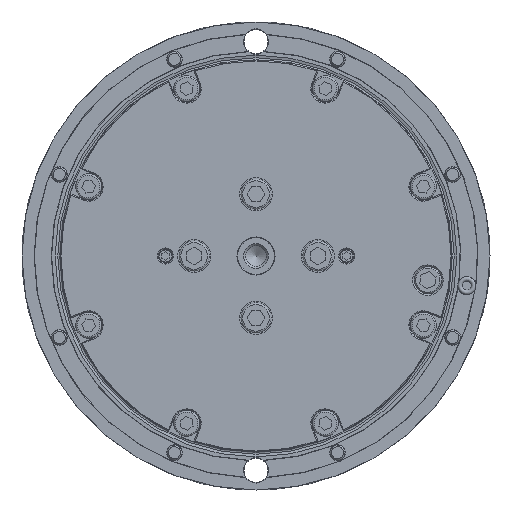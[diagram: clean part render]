
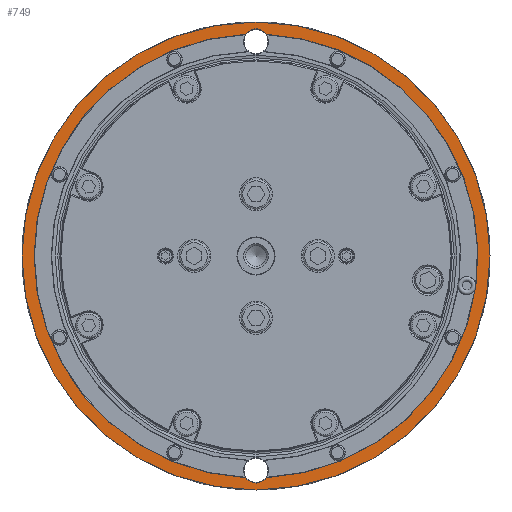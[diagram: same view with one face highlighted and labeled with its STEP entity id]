
A CAD part, front view. The second image highlights one B-rep face of the part: STEP entity #749.
In plain terms, the highlighted planar face has unit normal (0, -1, 0).
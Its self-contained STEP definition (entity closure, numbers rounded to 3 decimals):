
#605 = CIRCLE ( 'NONE', #10355, 4.2 ) ;
#606 = DIRECTION ( 'NONE',  ( 0., 0., 1. ) ) ;
#749 = ADVANCED_FACE ( 'NONE', ( #8833, #3871 ), #14348, .F. ) ;
#1453 = CARTESIAN_POINT ( 'NONE',  ( 0., -11.7, -71. ) ) ;
#2119 = EDGE_LOOP ( 'NONE', ( #14585 ) ) ;
#2572 = CARTESIAN_POINT ( 'NONE',  ( 3.433, -11.7, 73.42 ) ) ;
#2644 = ORIENTED_EDGE ( 'NONE', *, *, #4772, .F. ) ;
#2707 = DIRECTION ( 'NONE',  ( 0., 1., 0. ) ) ;
#3451 = CARTESIAN_POINT ( 'NONE',  ( -3.433, -11.7, 73.42 ) ) ;
#3645 = DIRECTION ( 'NONE',  ( 0., 1., 0. ) ) ;
#3852 = AXIS2_PLACEMENT_3D ( 'NONE', #6099, #3645, #10017 ) ;
#3871 = FACE_BOUND ( 'NONE', #10445, .T. ) ;
#4698 = AXIS2_PLACEMENT_3D ( 'NONE', #14678, #2707, #10560 ) ;
#4772 = EDGE_CURVE ( 'NONE', #7562, #12719, #7157, .T. ) ;
#5187 = DIRECTION ( 'NONE',  ( 0., 1., 0. ) ) ;
#5704 = EDGE_CURVE ( 'NONE', #15549, #15549, #10239, .T. ) ;
#6099 = CARTESIAN_POINT ( 'NONE',  ( 0., -11.7, 0. ) ) ;
#6503 = AXIS2_PLACEMENT_3D ( 'NONE', #11542, #5187, #7710 ) ;
#6650 = CIRCLE ( 'NONE', #4698, 73.5 ) ;
#7157 = CIRCLE ( 'NONE', #15265, 4.2 ) ;
#7347 = VERTEX_POINT ( 'NONE', #3451 ) ;
#7422 = DIRECTION ( 'NONE',  ( 0., 1., 0. ) ) ;
#7562 = VERTEX_POINT ( 'NONE', #12426 ) ;
#7710 = DIRECTION ( 'NONE',  ( 0., 0., 1. ) ) ;
#8833 = FACE_OUTER_BOUND ( 'NONE', #2119, .T. ) ;
#8836 = VERTEX_POINT ( 'NONE', #2572 ) ;
#9051 = ORIENTED_EDGE ( 'NONE', *, *, #10344, .T. ) ;
#9062 = CARTESIAN_POINT ( 'NONE',  ( 0., -11.7, 77.5 ) ) ;
#9721 = EDGE_CURVE ( 'NONE', #8836, #7347, #605, .T. ) ;
#9729 = VERTEX_POINT ( 'NONE', #14946 ) ;
#9845 = DIRECTION ( 'NONE',  ( 0., 0., 1. ) ) ;
#10017 = DIRECTION ( 'NONE',  ( 0., 0., 1. ) ) ;
#10239 = CIRCLE ( 'NONE', #3852, 77.5 ) ;
#10344 = EDGE_CURVE ( 'NONE', #8836, #9729, #14033, .T. ) ;
#10355 = AXIS2_PLACEMENT_3D ( 'NONE', #13710, #16252, #10907 ) ;
#10445 = EDGE_LOOP ( 'NONE', ( #16389, #9051, #11850, #2644, #15139 ) ) ;
#10560 = DIRECTION ( 'NONE',  ( 0., 0., 1. ) ) ;
#10666 = AXIS2_PLACEMENT_3D ( 'NONE', #12395, #16341, #9845 ) ;
#10708 = DIRECTION ( 'NONE',  ( 0., -1., 0. ) ) ;
#10907 = DIRECTION ( 'NONE',  ( 0., 0., -1. ) ) ;
#10985 = AXIS2_PLACEMENT_3D ( 'NONE', #12572, #7422, #606 ) ;
#11298 = CARTESIAN_POINT ( 'NONE',  ( 3.433, -11.7, -73.42 ) ) ;
#11445 = EDGE_CURVE ( 'NONE', #7562, #7347, #13773, .T. ) ;
#11542 = CARTESIAN_POINT ( 'NONE',  ( 77.5, -11.7, 0. ) ) ;
#11850 = ORIENTED_EDGE ( 'NONE', *, *, #16724, .T. ) ;
#12284 = DIRECTION ( 'NONE',  ( 0., 0., -1. ) ) ;
#12395 = CARTESIAN_POINT ( 'NONE',  ( 0., -11.7, 0. ) ) ;
#12426 = CARTESIAN_POINT ( 'NONE',  ( -3.433, -11.7, -73.42 ) ) ;
#12572 = CARTESIAN_POINT ( 'NONE',  ( 0., -11.7, 0. ) ) ;
#12719 = VERTEX_POINT ( 'NONE', #11298 ) ;
#13710 = CARTESIAN_POINT ( 'NONE',  ( 0., -11.7, 71. ) ) ;
#13773 = CIRCLE ( 'NONE', #10985, 73.5 ) ;
#14033 = CIRCLE ( 'NONE', #10666, 73.5 ) ;
#14348 = PLANE ( 'NONE',  #6503 ) ;
#14585 = ORIENTED_EDGE ( 'NONE', *, *, #5704, .F. ) ;
#14678 = CARTESIAN_POINT ( 'NONE',  ( 0., -11.7, 0. ) ) ;
#14946 = CARTESIAN_POINT ( 'NONE',  ( 72.785, -11.7, -10.229 ) ) ;
#15139 = ORIENTED_EDGE ( 'NONE', *, *, #11445, .T. ) ;
#15265 = AXIS2_PLACEMENT_3D ( 'NONE', #1453, #10708, #12284 ) ;
#15549 = VERTEX_POINT ( 'NONE', #9062 ) ;
#16252 = DIRECTION ( 'NONE',  ( 0., -1., 0. ) ) ;
#16341 = DIRECTION ( 'NONE',  ( 0., 1., 0. ) ) ;
#16389 = ORIENTED_EDGE ( 'NONE', *, *, #9721, .F. ) ;
#16724 = EDGE_CURVE ( 'NONE', #9729, #12719, #6650, .T. ) ;
